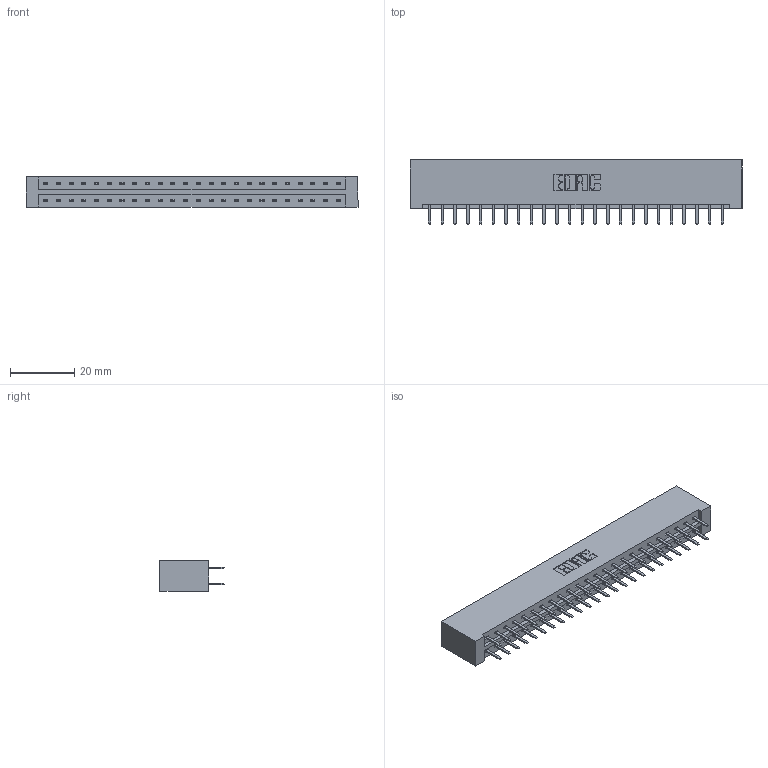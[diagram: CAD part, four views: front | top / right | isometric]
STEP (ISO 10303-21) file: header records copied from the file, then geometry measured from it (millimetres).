
FILE_DESCRIPTION (( 'STEP AP203' ), '1' );
FILE_NAME ('833-048-520-201.STEP', '2020-06-04T15:23:48', ( '' ), ( '' ), 'SwSTEP 2.0', 'SolidWorks 2020', '' );
FILE_SCHEMA (( 'CONFIG_CONTROL_DESIGN' ));
Length unit declared in the file: inch
Products named in the file (3): 833 Part_Lugless; 833-048-520-201; 345-292-001_345-293-120
Assembly tree (49 placements, depth 2):
  833-048-520-201
    833 Part_Lugless
    345-292-001_345-293-120  x48
Bounding box: 103.35 x 20.02 x 9.4 mm (x, y, z)
Volume: 10994.5 mm3; surface area: 12773.3 mm2
Topology: 49 solids, 49 shells, 2794 faces, 8111 edges, 5278 vertices
Faces by surface type: plane 1890, cylinder 904
Entity records: 17605 total; most frequent: CARTESIAN_POINT 2950, ORIENTED_EDGE 2874, DIRECTION 2533, EDGE_CURVE 1437, VECTOR 1313, LINE 1313, VERTEX_POINT 954, AXIS2_PLACEMENT_3D 610
